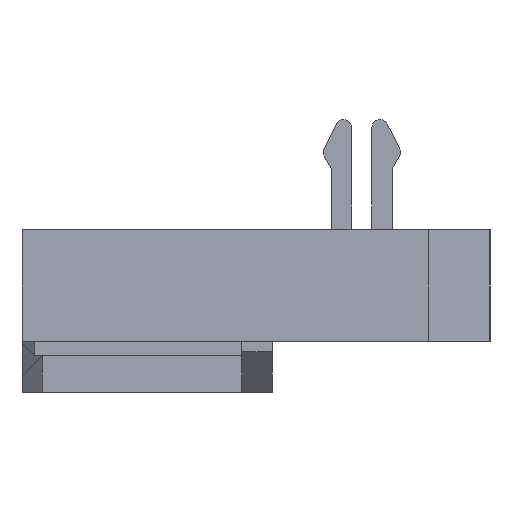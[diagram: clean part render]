
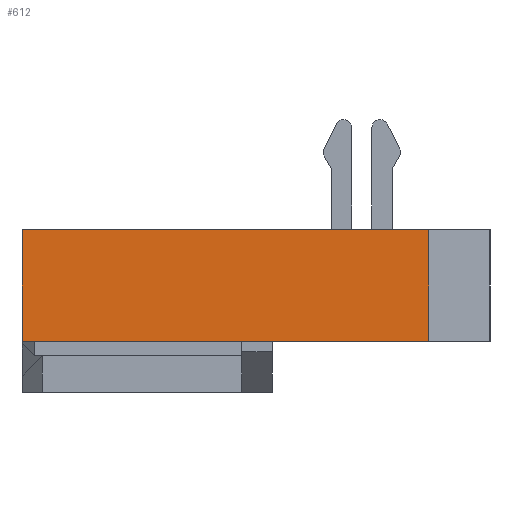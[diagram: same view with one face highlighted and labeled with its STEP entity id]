
A CAD part, left-side view. The second image highlights one B-rep face of the part: STEP entity #612.
In plain terms, the highlighted planar face has unit normal (-1, 0, 0).
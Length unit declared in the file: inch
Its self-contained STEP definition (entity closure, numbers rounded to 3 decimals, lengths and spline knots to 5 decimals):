
#612=ADVANCED_FACE('',(#2002),#1352,.T.);
#1352=PLANE('',#15843);
#2002=FACE_OUTER_BOUND('',#2742,.T.);
#2742=EDGE_LOOP('',(#4570,#4571,#4572,#4573));
#4570=ORIENTED_EDGE('',*,*,#10208,.T.);
#4571=ORIENTED_EDGE('',*,*,#10211,.T.);
#4572=ORIENTED_EDGE('',*,*,#10212,.F.);
#4573=ORIENTED_EDGE('',*,*,#10213,.T.);
#8520=VERTEX_POINT('',#22377);
#8521=VERTEX_POINT('',#22379);
#8523=VERTEX_POINT('',#22385);
#8524=VERTEX_POINT('',#22387);
#10208=EDGE_CURVE('',#8521,#8520,#12420,.T.);
#10211=EDGE_CURVE('',#8520,#8523,#12423,.T.);
#10212=EDGE_CURVE('',#8524,#8523,#12424,.T.);
#10213=EDGE_CURVE('',#8524,#8521,#12425,.T.);
#12420=LINE('',#22378,#14470);
#12423=LINE('',#22384,#14473);
#12424=LINE('',#22386,#14474);
#12425=LINE('',#22388,#14475);
#14470=VECTOR('',#17957,1.);
#14473=VECTOR('',#17962,1.);
#14474=VECTOR('',#17963,1.);
#14475=VECTOR('',#17964,1.);
#15843=AXIS2_PLACEMENT_3D('',#22389,#17965,#17966);
#17957=DIRECTION('',(0.,0.,1.));
#17962=DIRECTION('',(0.,1.,0.));
#17963=DIRECTION('',(0.,0.,1.));
#17964=DIRECTION('',(0.,-1.,0.));
#17965=DIRECTION('',(-1.,0.,0.));
#17966=DIRECTION('',(0.,0.,1.));
#22377=CARTESIAN_POINT('',(-0.3439,0.05906,0.07874));
#22378=CARTESIAN_POINT('',(-0.3439,0.05906,-0.02953));
#22379=CARTESIAN_POINT('',(-0.3439,0.05906,-0.02953));
#22384=CARTESIAN_POINT('',(-0.3439,0.05906,0.07874));
#22385=CARTESIAN_POINT('',(-0.3439,0.45276,0.07874));
#22386=CARTESIAN_POINT('',(-0.3439,0.45276,-0.02953));
#22387=CARTESIAN_POINT('',(-0.3439,0.45276,-0.02953));
#22388=CARTESIAN_POINT('',(-0.3439,0.45276,-0.02953));
#22389=CARTESIAN_POINT('',(-0.3439,0.,-0.07874));
